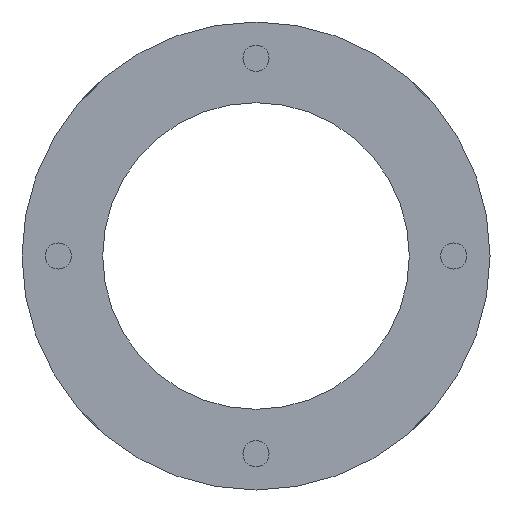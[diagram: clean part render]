
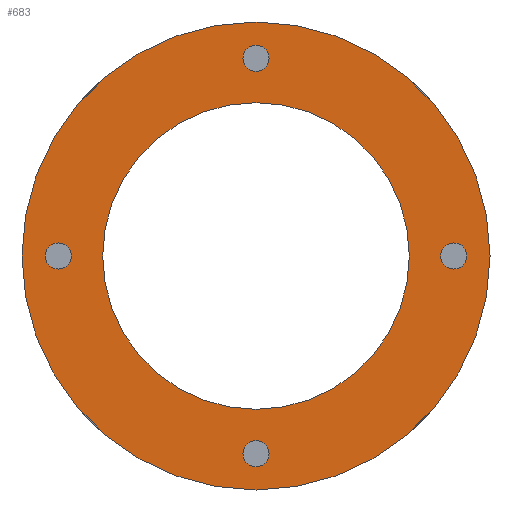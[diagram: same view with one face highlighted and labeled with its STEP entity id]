
A CAD part, left-side view. The second image highlights one B-rep face of the part: STEP entity #683.
In plain terms, the highlighted planar face has unit normal (-1, 0, 0).
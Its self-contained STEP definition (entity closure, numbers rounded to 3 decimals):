
#3 = CARTESIAN_POINT ( 'NONE',  ( 0., 0., 0. ) ) ;
#228 = ORIENTED_EDGE ( 'NONE', *, *, #3422, .T. ) ;
#258 = ORIENTED_EDGE ( 'NONE', *, *, #882, .F. ) ;
#260 = ORIENTED_EDGE ( 'NONE', *, *, #3429, .F. ) ;
#264 = ORIENTED_EDGE ( 'NONE', *, *, #874, .T. ) ;
#376 = ORIENTED_EDGE ( 'NONE', *, *, #3414, .T. ) ;
#378 = ORIENTED_EDGE ( 'NONE', *, *, #877, .T. ) ;
#379 = ORIENTED_EDGE ( 'NONE', *, *, #878, .T. ) ;
#380 = ORIENTED_EDGE ( 'NONE', *, *, #875, .T. ) ;
#381 = ORIENTED_EDGE ( 'NONE', *, *, #3467, .T. ) ;
#382 = ORIENTED_EDGE ( 'NONE', *, *, #876, .T. ) ;
#384 = ORIENTED_EDGE ( 'NONE', *, *, #3430, .T. ) ;
#389 = ORIENTED_EDGE ( 'NONE', *, *, #3477, .T. ) ;
#488 = AXIS2_PLACEMENT_3D ( 'NONE', #2539, #2540, #2541 ) ;
#490 = AXIS2_PLACEMENT_3D ( 'NONE', #2589, #2590, #2591 ) ;
#493 = AXIS2_PLACEMENT_3D ( 'NONE', #3, #2595, #2790 ) ;
#494 = AXIS2_PLACEMENT_3D ( 'NONE', #2792, #2793, #2794 ) ;
#510 = AXIS2_PLACEMENT_3D ( 'NONE', #2913, #2914, #2915 ) ;
#514 = AXIS2_PLACEMENT_3D ( 'NONE', #2937, #2938, #2939 ) ;
#683 = ADVANCED_FACE ( 'NONE', ( #1505, #1516, #1512, #1510, #1514, #1517 ), #2026, .T. ) ;
#825 = AXIS2_PLACEMENT_3D ( 'NONE', #2028, #2024, #2030 ) ;
#842 = AXIS2_PLACEMENT_3D ( 'NONE', #2151, #2152, #2153 ) ;
#843 = AXIS2_PLACEMENT_3D ( 'NONE', #2154, #2155, #2156 ) ;
#844 = AXIS2_PLACEMENT_3D ( 'NONE', #2157, #2158, #2159 ) ;
#845 = AXIS2_PLACEMENT_3D ( 'NONE', #2160, #2161, #2162 ) ;
#846 = AXIS2_PLACEMENT_3D ( 'NONE', #2163, #2164, #2165 ) ;
#848 = AXIS2_PLACEMENT_3D ( 'NONE', #2237, #2238, #2239 ) ;
#874 = EDGE_CURVE ( 'NONE', #1174, #1175, #1541, .T. ) ;
#875 = EDGE_CURVE ( 'NONE', #1178, #1179, #1542, .T. ) ;
#876 = EDGE_CURVE ( 'NONE', #1182, #1183, #1543, .T. ) ;
#877 = EDGE_CURVE ( 'NONE', #1186, #1187, #890, .T. ) ;
#878 = EDGE_CURVE ( 'NONE', #1196, #1192, #892, .T. ) ;
#882 = EDGE_CURVE ( 'NONE', #1207, #1200, #891, .T. ) ;
#890 = CIRCLE ( 'NONE', #845, 1.621 ) ;
#891 = CIRCLE ( 'NONE', #848, 29. ) ;
#892 = CIRCLE ( 'NONE', #846, 19. ) ;
#988 = CIRCLE ( 'NONE', #488, 1.621 ) ;
#999 = CIRCLE ( 'NONE', #490, 19. ) ;
#1005 = CIRCLE ( 'NONE', #493, 29. ) ;
#1010 = CIRCLE ( 'NONE', #494, 1.621 ) ;
#1065 = CIRCLE ( 'NONE', #510, 1.621 ) ;
#1080 = CIRCLE ( 'NONE', #514, 1.621 ) ;
#1174 = VERTEX_POINT ( 'NONE', #2255 ) ;
#1175 = VERTEX_POINT ( 'NONE', #2257 ) ;
#1178 = VERTEX_POINT ( 'NONE', #2259 ) ;
#1179 = VERTEX_POINT ( 'NONE', #2245 ) ;
#1182 = VERTEX_POINT ( 'NONE', #2261 ) ;
#1183 = VERTEX_POINT ( 'NONE', #2262 ) ;
#1186 = VERTEX_POINT ( 'NONE', #2265 ) ;
#1187 = VERTEX_POINT ( 'NONE', #2266 ) ;
#1192 = VERTEX_POINT ( 'NONE', #2271 ) ;
#1196 = VERTEX_POINT ( 'NONE', #2275 ) ;
#1200 = VERTEX_POINT ( 'NONE', #2279 ) ;
#1207 = VERTEX_POINT ( 'NONE', #2286 ) ;
#1263 = EDGE_LOOP ( 'NONE', ( #384, #378 ) ) ;
#1264 = EDGE_LOOP ( 'NONE', ( #381, #264 ) ) ;
#1265 = EDGE_LOOP ( 'NONE', ( #376, #382 ) ) ;
#1267 = EDGE_LOOP ( 'NONE', ( #379, #228 ) ) ;
#1268 = EDGE_LOOP ( 'NONE', ( #260, #258 ) ) ;
#1505 = FACE_BOUND ( 'NONE', #1267, .T. ) ;
#1510 = FACE_BOUND ( 'NONE', #3395, .T. ) ;
#1512 = FACE_BOUND ( 'NONE', #1265, .T. ) ;
#1514 = FACE_BOUND ( 'NONE', #1264, .T. ) ;
#1516 = FACE_BOUND ( 'NONE', #1263, .T. ) ;
#1517 = FACE_OUTER_BOUND ( 'NONE', #1268, .T. ) ;
#1541 = CIRCLE ( 'NONE', #842, 1.621 ) ;
#1542 = CIRCLE ( 'NONE', #843, 1.621 ) ;
#1543 = CIRCLE ( 'NONE', #844, 1.621 ) ;
#2024 = DIRECTION ( 'NONE',  ( -1., 0., 0. ) ) ;
#2026 = PLANE ( 'NONE',  #825 ) ;
#2028 = CARTESIAN_POINT ( 'NONE',  ( 0., 24., 0. ) ) ;
#2030 = DIRECTION ( 'NONE',  ( 0., 0., 1. ) ) ;
#2151 = CARTESIAN_POINT ( 'NONE',  ( 0., 24.5, 0. ) ) ;
#2152 = DIRECTION ( 'NONE',  ( 1., 0., 0. ) ) ;
#2153 = DIRECTION ( 'NONE',  ( 0., 0., 1. ) ) ;
#2154 = CARTESIAN_POINT ( 'NONE',  ( 0., 0., -24.5 ) ) ;
#2155 = DIRECTION ( 'NONE',  ( 1., 0., 0. ) ) ;
#2156 = DIRECTION ( 'NONE',  ( 0., 0., 1. ) ) ;
#2157 = CARTESIAN_POINT ( 'NONE',  ( 0., -24.5, 0. ) ) ;
#2158 = DIRECTION ( 'NONE',  ( 1., 0., 0. ) ) ;
#2159 = DIRECTION ( 'NONE',  ( 0., 0., 1. ) ) ;
#2160 = CARTESIAN_POINT ( 'NONE',  ( 0., 0., 24.5 ) ) ;
#2161 = DIRECTION ( 'NONE',  ( 1., 0., 0. ) ) ;
#2162 = DIRECTION ( 'NONE',  ( 0., 0., 1. ) ) ;
#2163 = CARTESIAN_POINT ( 'NONE',  ( 0., 0., 0. ) ) ;
#2164 = DIRECTION ( 'NONE',  ( 1., 0., 0. ) ) ;
#2165 = DIRECTION ( 'NONE',  ( 0., 0., -1. ) ) ;
#2237 = CARTESIAN_POINT ( 'NONE',  ( 0., 0., 0. ) ) ;
#2238 = DIRECTION ( 'NONE',  ( 1., 0., 0. ) ) ;
#2239 = DIRECTION ( 'NONE',  ( 0., 0., -1. ) ) ;
#2245 = CARTESIAN_POINT ( 'NONE',  ( 0., 0., -22.879 ) ) ;
#2255 = CARTESIAN_POINT ( 'NONE',  ( 0., 24.5, -1.621 ) ) ;
#2257 = CARTESIAN_POINT ( 'NONE',  ( 0., 24.5, 1.621 ) ) ;
#2259 = CARTESIAN_POINT ( 'NONE',  ( 0., 0., -26.121 ) ) ;
#2261 = CARTESIAN_POINT ( 'NONE',  ( 0., -24.5, -1.621 ) ) ;
#2262 = CARTESIAN_POINT ( 'NONE',  ( 0., -24.5, 1.621 ) ) ;
#2265 = CARTESIAN_POINT ( 'NONE',  ( 0., 0., 22.879 ) ) ;
#2266 = CARTESIAN_POINT ( 'NONE',  ( 0., 0., 26.121 ) ) ;
#2271 = CARTESIAN_POINT ( 'NONE',  ( 0., 0., 19. ) ) ;
#2275 = CARTESIAN_POINT ( 'NONE',  ( 0., 0., -19. ) ) ;
#2279 = CARTESIAN_POINT ( 'NONE',  ( 0., 0., -29. ) ) ;
#2286 = CARTESIAN_POINT ( 'NONE',  ( 0., 0., 29. ) ) ;
#2539 = CARTESIAN_POINT ( 'NONE',  ( 0., -24.5, 0. ) ) ;
#2540 = DIRECTION ( 'NONE',  ( 1., 0., 0. ) ) ;
#2541 = DIRECTION ( 'NONE',  ( 0., 0., 1. ) ) ;
#2589 = CARTESIAN_POINT ( 'NONE',  ( 0., 0., 0. ) ) ;
#2590 = DIRECTION ( 'NONE',  ( 1., 0., 0. ) ) ;
#2591 = DIRECTION ( 'NONE',  ( 0., 0., -1. ) ) ;
#2595 = DIRECTION ( 'NONE',  ( 1., 0., 0. ) ) ;
#2790 = DIRECTION ( 'NONE',  ( 0., 0., -1. ) ) ;
#2792 = CARTESIAN_POINT ( 'NONE',  ( 0., 0., 24.5 ) ) ;
#2793 = DIRECTION ( 'NONE',  ( 1., 0., 0. ) ) ;
#2794 = DIRECTION ( 'NONE',  ( 0., 0., 1. ) ) ;
#2913 = CARTESIAN_POINT ( 'NONE',  ( 0., 24.5, 0. ) ) ;
#2914 = DIRECTION ( 'NONE',  ( 1., 0., 0. ) ) ;
#2915 = DIRECTION ( 'NONE',  ( 0., 0., 1. ) ) ;
#2937 = CARTESIAN_POINT ( 'NONE',  ( 0., 0., -24.5 ) ) ;
#2938 = DIRECTION ( 'NONE',  ( 1., 0., 0. ) ) ;
#2939 = DIRECTION ( 'NONE',  ( 0., 0., 1. ) ) ;
#3395 = EDGE_LOOP ( 'NONE', ( #389, #380 ) ) ;
#3414 = EDGE_CURVE ( 'NONE', #1183, #1182, #988, .T. ) ;
#3422 = EDGE_CURVE ( 'NONE', #1192, #1196, #999, .T. ) ;
#3429 = EDGE_CURVE ( 'NONE', #1200, #1207, #1005, .T. ) ;
#3430 = EDGE_CURVE ( 'NONE', #1187, #1186, #1010, .T. ) ;
#3467 = EDGE_CURVE ( 'NONE', #1175, #1174, #1065, .T. ) ;
#3477 = EDGE_CURVE ( 'NONE', #1179, #1178, #1080, .T. ) ;
